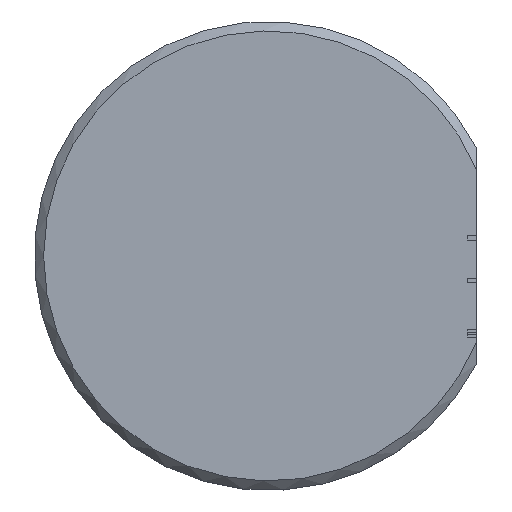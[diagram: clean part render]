
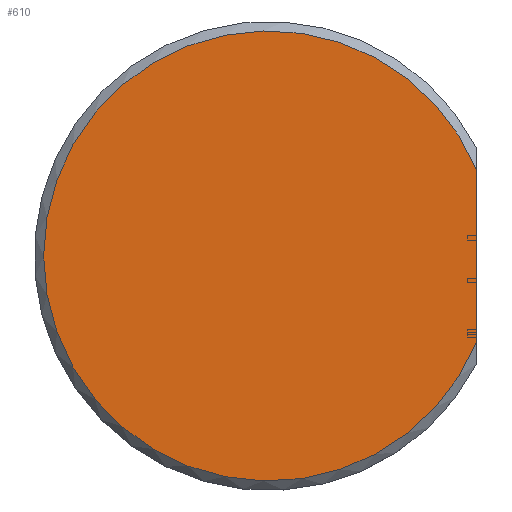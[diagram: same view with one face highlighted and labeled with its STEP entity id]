
A CAD part, top view. The second image highlights one B-rep face of the part: STEP entity #610.
In plain terms, the highlighted planar face has unit normal (0, 0, 1).
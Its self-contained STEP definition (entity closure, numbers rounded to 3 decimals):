
#370=CARTESIAN_POINT('',(69.,44.,20.45));
#380=DIRECTION('',(0.,0.,-1.));
#390=DIRECTION('',(-1.,0.,0.));
#400=AXIS2_PLACEMENT_3D('',#370,#380,#390);
#410=PLANE('',#400);
#420=CARTESIAN_POINT('',(72.1,0.,20.45));
#430=DIRECTION('',(0.,-1.,0.));
#440=VECTOR('',#430,1.);
#450=LINE('',#420,#440);
#460=CARTESIAN_POINT('',(72.1,48.56,20.45));
#470=VERTEX_POINT('958044-1498715097-408d5ccb334c-0 1234784',#460);
#480=CARTESIAN_POINT('',(72.1,39.44,20.45));
#490=VERTEX_POINT('958044-1498715097-408d5ccb334c-0 1234906',#480);
#500=EDGE_CURVE('958044-1498715097-408d5ccb334c-0 786935',#470,#490,#450
,.T.);
#510=ORIENTED_EDGE('',*,*,#500,.F.);
#520=CARTESIAN_POINT('',(61.,44.,20.45));
#530=DIRECTION('',(0.,0.,1.));
#540=DIRECTION('',(1.,0.,0.));
#550=AXIS2_PLACEMENT_3D('',#520,#530,#540);
#560=CIRCLE('',#550,12.);
#570=EDGE_CURVE('958044-1498715097-408d5ccb334c-0 242188',#470,#490,#560
,.T.);
#580=ORIENTED_EDGE('',*,*,#570,.T.);
#590=EDGE_LOOP('',(#580,#510));
#600=FACE_OUTER_BOUND('',#590,.T.);
#610=ADVANCED_FACE('958044-1498715097-408d5ccb334c-0 707380',(#600),#410
,.F.);
